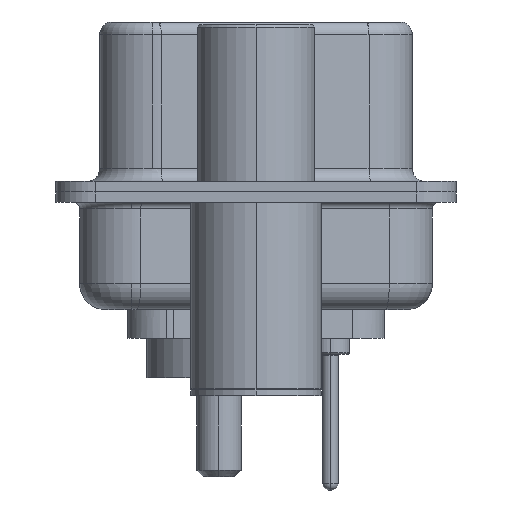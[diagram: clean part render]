
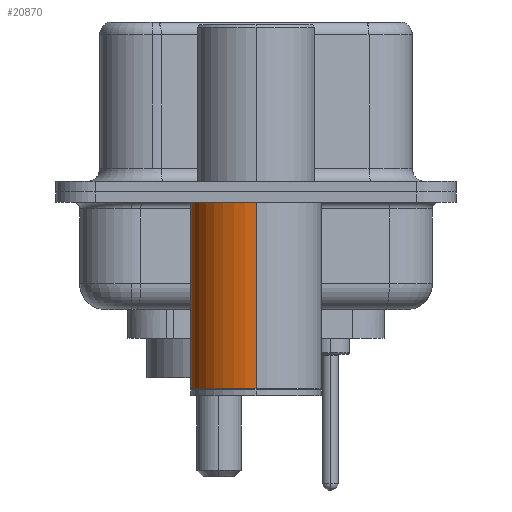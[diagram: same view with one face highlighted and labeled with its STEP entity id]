
A CAD part, left-side view. The second image highlights one B-rep face of the part: STEP entity #20870.
In plain terms, the highlighted cylindrical face has radius 2.5 mm (diameter 5 mm), a partial arc.
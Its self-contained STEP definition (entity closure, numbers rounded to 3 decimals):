
#1496 = ORIENTED_EDGE ( 'NONE', *, *, #4848, .T. ) ;
#3177 = DIRECTION ( 'NONE',  ( 0., 0., 1. ) ) ;
#3799 = VECTOR ( 'NONE', #11870, 1000. ) ;
#4563 = VERTEX_POINT ( 'NONE', #21367 ) ;
#4848 = EDGE_CURVE ( 'NONE', #4563, #8454, #9577, .T. ) ;
#5071 = DIRECTION ( 'NONE',  ( 1., 0., 0. ) ) ;
#5095 = DIRECTION ( 'NONE',  ( 0., 0., 1. ) ) ;
#5363 = VERTEX_POINT ( 'NONE', #17068 ) ;
#5773 = CARTESIAN_POINT ( 'NONE',  ( -2.5, 0., -7.525 ) ) ;
#6640 = CARTESIAN_POINT ( 'NONE',  ( 2.5, 0., 0.581 ) ) ;
#7591 = CARTESIAN_POINT ( 'NONE',  ( 0., 0., 0.581 ) ) ;
#8454 = VERTEX_POINT ( 'NONE', #5773 ) ;
#8524 = FACE_OUTER_BOUND ( 'NONE', #14126, .T. ) ;
#8802 = EDGE_CURVE ( 'NONE', #5363, #8865, #16642, .T. ) ;
#8842 = AXIS2_PLACEMENT_3D ( 'NONE', #21278, #5095, #5071 ) ;
#8865 = VERTEX_POINT ( 'NONE', #12044 ) ;
#9167 = ORIENTED_EDGE ( 'NONE', *, *, #19518, .F. ) ;
#9234 = EDGE_CURVE ( 'NONE', #8454, #8865, #11058, .T. ) ;
#9361 = DIRECTION ( 'NONE',  ( 1., 0., 0. ) ) ;
#9431 = DIRECTION ( 'NONE',  ( 0., 0., 1. ) ) ;
#9577 = CIRCLE ( 'NONE', #8842, 2.5 ) ;
#9629 = LINE ( 'NONE', #6640, #3799 ) ;
#10513 = VECTOR ( 'NONE', #9431, 1000. ) ;
#11058 = LINE ( 'NONE', #21983, #10513 ) ;
#11870 = DIRECTION ( 'NONE',  ( 0., 0., 1. ) ) ;
#12044 = CARTESIAN_POINT ( 'NONE',  ( -2.5, 0., -0.4 ) ) ;
#13786 = CARTESIAN_POINT ( 'NONE',  ( 0., 0., -0.4 ) ) ;
#14126 = EDGE_LOOP ( 'NONE', ( #1496, #22850, #19627, #9167 ) ) ;
#15582 = DIRECTION ( 'NONE',  ( 1., 0., 0. ) ) ;
#16642 = CIRCLE ( 'NONE', #17404, 2.5 ) ;
#17068 = CARTESIAN_POINT ( 'NONE',  ( 2.5, 0., -0.4 ) ) ;
#17404 = AXIS2_PLACEMENT_3D ( 'NONE', #13786, #3177, #15582 ) ;
#19138 = AXIS2_PLACEMENT_3D ( 'NONE', #7591, #20020, #9361 ) ;
#19518 = EDGE_CURVE ( 'NONE', #4563, #5363, #9629, .T. ) ;
#19627 = ORIENTED_EDGE ( 'NONE', *, *, #8802, .F. ) ;
#20020 = DIRECTION ( 'NONE',  ( 0., 0., 1. ) ) ;
#20870 = ADVANCED_FACE ( 'NONE', ( #8524 ), #22181, .T. ) ;
#21278 = CARTESIAN_POINT ( 'NONE',  ( 0., 0., -7.525 ) ) ;
#21367 = CARTESIAN_POINT ( 'NONE',  ( 2.5, 0., -7.525 ) ) ;
#21983 = CARTESIAN_POINT ( 'NONE',  ( -2.5, 0., 0.581 ) ) ;
#22181 = CYLINDRICAL_SURFACE ( 'NONE', #19138, 2.5 ) ;
#22850 = ORIENTED_EDGE ( 'NONE', *, *, #9234, .T. ) ;
